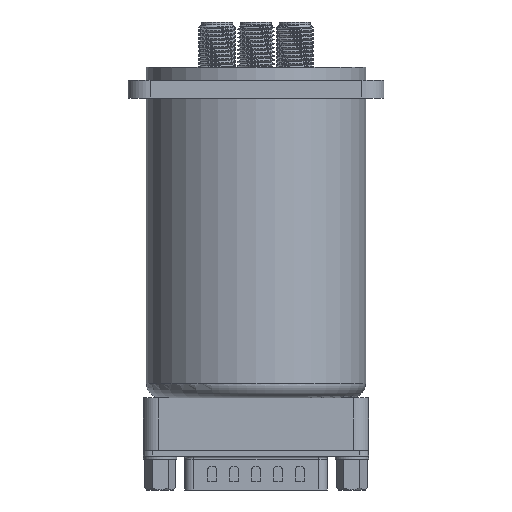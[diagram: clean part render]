
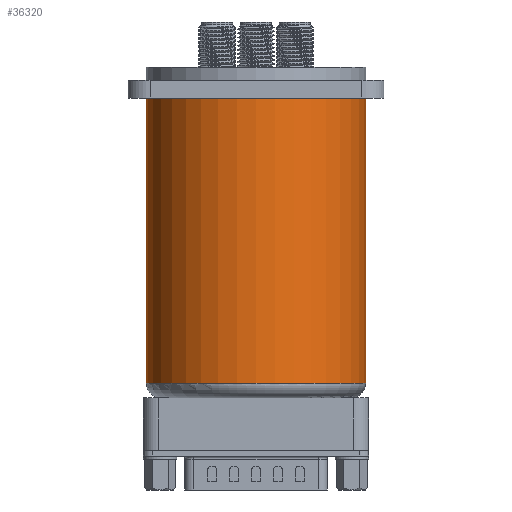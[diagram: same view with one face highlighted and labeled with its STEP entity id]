
A CAD part, front view. The second image highlights one B-rep face of the part: STEP entity #36320.
In plain terms, the highlighted cylindrical face has radius 19.05 mm (diameter 38.1 mm), a partial arc.
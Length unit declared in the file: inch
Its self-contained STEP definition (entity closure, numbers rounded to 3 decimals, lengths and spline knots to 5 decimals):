
#828 = AXIS2_PLACEMENT_3D ( 'NONE', #2022, #14892, #8595 ) ;
#2022 = CARTESIAN_POINT ( 'NONE',  ( 0., 0., -2.16 ) ) ;
#4360 = DIRECTION ( 'NONE',  ( 0., 0., 1. ) ) ;
#5248 = ORIENTED_EDGE ( 'NONE', *, *, #31530, .F. ) ;
#8595 = DIRECTION ( 'NONE',  ( 1., 0., 0. ) ) ;
#8630 = VERTEX_POINT ( 'NONE', #33025 ) ;
#8691 = DIRECTION ( 'NONE',  ( 1., 0., 0. ) ) ;
#8808 = FACE_OUTER_BOUND ( 'NONE', #23863, .T. ) ;
#8916 = ORIENTED_EDGE ( 'NONE', *, *, #30837, .F. ) ;
#8938 = VECTOR ( 'NONE', #36557, 39.37008 ) ;
#9011 = CIRCLE ( 'NONE', #27808, 0.75 ) ;
#9476 = ORIENTED_EDGE ( 'NONE', *, *, #13904, .T. ) ;
#11361 = CARTESIAN_POINT ( 'NONE',  ( 0.75, 0., -0.21 ) ) ;
#11619 = EDGE_CURVE ( 'NONE', #42007, #27665, #41818, .T. ) ;
#13904 = EDGE_CURVE ( 'NONE', #21321, #42007, #34510, .T. ) ;
#14892 = DIRECTION ( 'NONE',  ( 0., 0., 1. ) ) ;
#17387 = DIRECTION ( 'NONE',  ( 0., 0., 1. ) ) ;
#18821 = CARTESIAN_POINT ( 'NONE',  ( 0., 0., -2.26 ) ) ;
#20236 = DIRECTION ( 'NONE',  ( -1., 0., 0. ) ) ;
#21292 = LINE ( 'NONE', #26930, #31596 ) ;
#21321 = VERTEX_POINT ( 'NONE', #32895 ) ;
#23863 = EDGE_LOOP ( 'NONE', ( #5248, #9476, #35044, #8916 ) ) ;
#26188 = CYLINDRICAL_SURFACE ( 'NONE', #40886, 0.75 ) ;
#26930 = CARTESIAN_POINT ( 'NONE',  ( -0.75, 0., -2.26 ) ) ;
#27665 = VERTEX_POINT ( 'NONE', #11361 ) ;
#27808 = AXIS2_PLACEMENT_3D ( 'NONE', #39923, #17387, #20236 ) ;
#30837 = EDGE_CURVE ( 'NONE', #8630, #27665, #9011, .T. ) ;
#31530 = EDGE_CURVE ( 'NONE', #21321, #8630, #21292, .T. ) ;
#31596 = VECTOR ( 'NONE', #4360, 39.37008 ) ;
#32895 = CARTESIAN_POINT ( 'NONE',  ( -0.75, 0., -2.16 ) ) ;
#33025 = CARTESIAN_POINT ( 'NONE',  ( -0.75, 0., -0.21 ) ) ;
#33134 = CARTESIAN_POINT ( 'NONE',  ( 0.75, 0., -2.26 ) ) ;
#34510 = CIRCLE ( 'NONE', #828, 0.75 ) ;
#35044 = ORIENTED_EDGE ( 'NONE', *, *, #11619, .T. ) ;
#36320 = ADVANCED_FACE ( 'NONE', ( #8808 ), #26188, .T. ) ;
#36557 = DIRECTION ( 'NONE',  ( 0., 0., 1. ) ) ;
#39923 = CARTESIAN_POINT ( 'NONE',  ( 0., 0., -0.21 ) ) ;
#40254 = CARTESIAN_POINT ( 'NONE',  ( 0.75, 0., -2.16 ) ) ;
#40886 = AXIS2_PLACEMENT_3D ( 'NONE', #18821, #41379, #8691 ) ;
#41379 = DIRECTION ( 'NONE',  ( 0., 0., 1. ) ) ;
#41818 = LINE ( 'NONE', #33134, #8938 ) ;
#42007 = VERTEX_POINT ( 'NONE', #40254 ) ;
